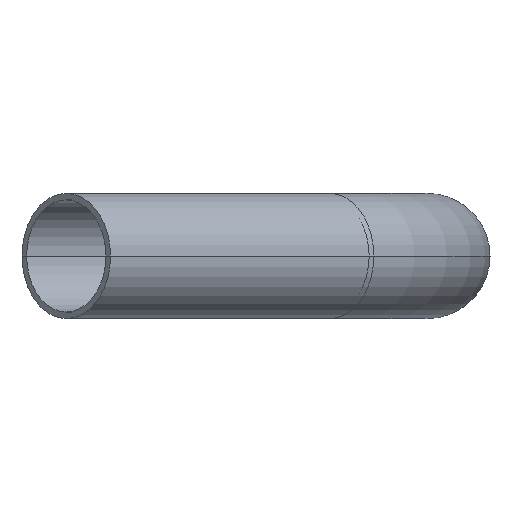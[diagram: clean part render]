
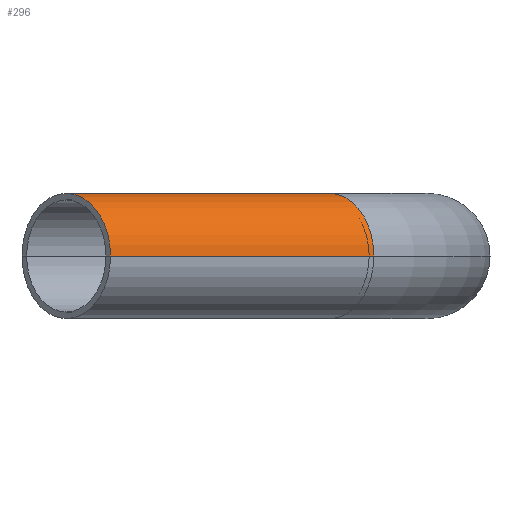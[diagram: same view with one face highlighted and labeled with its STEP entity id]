
A CAD part, left-side view. The second image highlights one B-rep face of the part: STEP entity #296.
In plain terms, the highlighted cylindrical face has radius 57.15 mm (diameter 114.3 mm), a partial arc.
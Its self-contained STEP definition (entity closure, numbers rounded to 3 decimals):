
#29 = CARTESIAN_POINT ( 'NONE',  ( 0., 0., 0. ) ) ;
#38 = LINE ( 'NONE', #490, #526 ) ;
#84 = ORIENTED_EDGE ( 'NONE', *, *, #206, .T. ) ;
#95 = EDGE_CURVE ( 'NONE', #336, #261, #404, .T. ) ;
#97 = CARTESIAN_POINT ( 'NONE',  ( 240.416, -240.416, 0. ) ) ;
#143 = CARTESIAN_POINT ( 'NONE',  ( -40.411, -40.411, 0. ) ) ;
#154 = VERTEX_POINT ( 'NONE', #388 ) ;
#206 = EDGE_CURVE ( 'NONE', #154, #336, #38, .T. ) ;
#208 = ORIENTED_EDGE ( 'NONE', *, *, #95, .T. ) ;
#216 = FACE_OUTER_BOUND ( 'NONE', #301, .T. ) ;
#231 = AXIS2_PLACEMENT_3D ( 'NONE', #29, #342, #443 ) ;
#261 = VERTEX_POINT ( 'NONE', #143 ) ;
#283 = CARTESIAN_POINT ( 'NONE',  ( 200.005, -280.827, 0. ) ) ;
#290 = LINE ( 'NONE', #283, #341 ) ;
#296 = ADVANCED_FACE ( 'NONE', ( #216 ), #364, .T. ) ;
#299 = EDGE_CURVE ( 'NONE', #154, #539, #606, .T. ) ;
#301 = EDGE_LOOP ( 'NONE', ( #571, #84, #208, #415 ) ) ;
#313 = DIRECTION ( 'NONE',  ( 0.707, 0.707, 0. ) ) ;
#323 = CARTESIAN_POINT ( 'NONE',  ( 200.005, -280.827, 0. ) ) ;
#333 = DIRECTION ( 'NONE',  ( -0.707, 0.707, 0. ) ) ;
#336 = VERTEX_POINT ( 'NONE', #407 ) ;
#341 = VECTOR ( 'NONE', #333, 1000. ) ;
#342 = DIRECTION ( 'NONE',  ( 0.707, -0.707, 0. ) ) ;
#364 = CYLINDRICAL_SURFACE ( 'NONE', #428, 57.15 ) ;
#388 = CARTESIAN_POINT ( 'NONE',  ( 280.827, -200.005, 0. ) ) ;
#404 = CIRCLE ( 'NONE', #231, 57.15 ) ;
#407 = CARTESIAN_POINT ( 'NONE',  ( 40.411, 40.411, 0. ) ) ;
#415 = ORIENTED_EDGE ( 'NONE', *, *, #651, .F. ) ;
#428 = AXIS2_PLACEMENT_3D ( 'NONE', #97, #505, #461 ) ;
#443 = DIRECTION ( 'NONE',  ( 0.707, 0.707, 0. ) ) ;
#446 = DIRECTION ( 'NONE',  ( -0.707, 0.707, 0. ) ) ;
#461 = DIRECTION ( 'NONE',  ( -0.707, -0.707, 0. ) ) ;
#490 = CARTESIAN_POINT ( 'NONE',  ( 280.827, -200.005, 0. ) ) ;
#505 = DIRECTION ( 'NONE',  ( -0.707, 0.707, 0. ) ) ;
#526 = VECTOR ( 'NONE', #446, 1000. ) ;
#528 = AXIS2_PLACEMENT_3D ( 'NONE', #599, #605, #313 ) ;
#539 = VERTEX_POINT ( 'NONE', #323 ) ;
#571 = ORIENTED_EDGE ( 'NONE', *, *, #299, .F. ) ;
#599 = CARTESIAN_POINT ( 'NONE',  ( 240.416, -240.416, 0. ) ) ;
#605 = DIRECTION ( 'NONE',  ( 0.707, -0.707, 0. ) ) ;
#606 = CIRCLE ( 'NONE', #528, 57.15 ) ;
#651 = EDGE_CURVE ( 'NONE', #539, #261, #290, .T. ) ;
